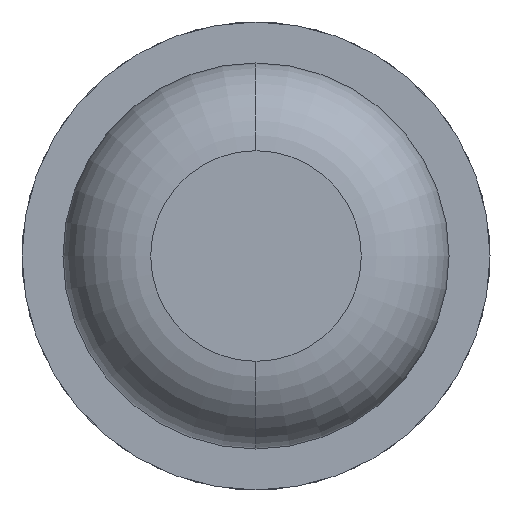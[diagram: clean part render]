
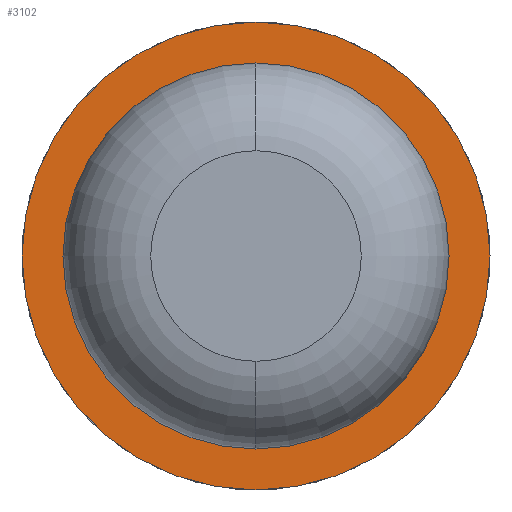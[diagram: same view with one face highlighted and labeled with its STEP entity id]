
A CAD part, front view. The second image highlights one B-rep face of the part: STEP entity #3102.
In plain terms, the highlighted planar face has unit normal (0, -1, 0).
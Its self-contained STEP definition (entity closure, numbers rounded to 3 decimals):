
#25 = DIRECTION ( 'NONE',  ( 0., 1., 0. ) ) ;
#82 = DIRECTION ( 'NONE',  ( -1., 0., 0. ) ) ;
#293 = VERTEX_POINT ( 'NONE', #3572 ) ;
#363 = DIRECTION ( 'NONE',  ( 0., 1., 0. ) ) ;
#634 = EDGE_CURVE ( 'Defeature ausgef�hrt1_2+Defeature ausgef�hrt1_4+Defeature ausgef�hrt1_4+Defeature ausgef�hrt1_4', #293, #1058, #3549, .T. ) ;
#1058 = VERTEX_POINT ( 'NONE', #3594 ) ;
#1066 = ORIENTED_EDGE ( 'NONE', *, *, #2239, .F. ) ;
#1071 = PLANE ( 'NONE',  #2016 ) ;
#1113 = ORIENTED_EDGE ( 'NONE', *, *, #2935, .F. ) ;
#1271 = CARTESIAN_POINT ( 'NONE',  ( 1., -3., 0. ) ) ;
#1315 = CIRCLE ( 'NONE', #1552, 1. ) ;
#1346 = CARTESIAN_POINT ( 'NONE',  ( 0.825, -3., 0. ) ) ;
#1552 = AXIS2_PLACEMENT_3D ( 'NONE', #1774, #25, #3789 ) ;
#1774 = CARTESIAN_POINT ( 'NONE',  ( 0., -3., 0. ) ) ;
#1833 = CARTESIAN_POINT ( 'NONE',  ( 0., -3., 0. ) ) ;
#2016 = AXIS2_PLACEMENT_3D ( 'NONE', #1346, #2248, #2260 ) ;
#2142 = EDGE_CURVE ( 'Defeature ausgef�hrt1_2+Defeature ausgef�hrt1_4+Defeature ausgef�hrt1_4+Defeature ausgef�hrt1_4', #1058, #293, #3116, .T. ) ;
#2144 = VERTEX_POINT ( 'NONE', #2501 ) ;
#2212 = DIRECTION ( 'NONE',  ( 0., 1., 0. ) ) ;
#2235 = AXIS2_PLACEMENT_3D ( 'NONE', #2891, #3181, #2633 ) ;
#2239 = EDGE_CURVE ( 'Defeature ausgef�hrt1_1+Defeature ausgef�hrt1_2+Defeature ausgef�hrt1_2+Defeature ausgef�hrt1_2', #2525, #2144, #3595, .T. ) ;
#2248 = DIRECTION ( 'NONE',  ( 0., 1., 0. ) ) ;
#2260 = DIRECTION ( 'NONE',  ( -1., 0., 0. ) ) ;
#2481 = DIRECTION ( 'NONE',  ( -1., 0., 0. ) ) ;
#2501 = CARTESIAN_POINT ( 'NONE',  ( -1., -3., 0. ) ) ;
#2504 = FACE_OUTER_BOUND ( 'NONE', #3573, .T. ) ;
#2525 = VERTEX_POINT ( 'NONE', #1271 ) ;
#2633 = DIRECTION ( 'NONE',  ( -1., 0., 0. ) ) ;
#2803 = AXIS2_PLACEMENT_3D ( 'NONE', #1833, #363, #82 ) ;
#2838 = AXIS2_PLACEMENT_3D ( 'NONE', #3093, #2212, #2481 ) ;
#2891 = CARTESIAN_POINT ( 'NONE',  ( 0., -3., 0. ) ) ;
#2935 = EDGE_CURVE ( 'Defeature ausgef�hrt1_1+Defeature ausgef�hrt1_2+Defeature ausgef�hrt1_2+Defeature ausgef�hrt1_2', #2144, #2525, #1315, .T. ) ;
#3093 = CARTESIAN_POINT ( 'NONE',  ( 0., -3., 0. ) ) ;
#3102 = ADVANCED_FACE ( 'Defeature ausgef�hrt1_2', ( #2504, #3768 ), #1071, .F. ) ;
#3116 = CIRCLE ( 'NONE', #2838, 0.825 ) ;
#3123 = ORIENTED_EDGE ( 'NONE', *, *, #634, .T. ) ;
#3181 = DIRECTION ( 'NONE',  ( 0., 1., 0. ) ) ;
#3549 = CIRCLE ( 'NONE', #2803, 0.825 ) ;
#3572 = CARTESIAN_POINT ( 'NONE',  ( 0., -3., 0.825 ) ) ;
#3573 = EDGE_LOOP ( 'NONE', ( #1113, #1066 ) ) ;
#3594 = CARTESIAN_POINT ( 'NONE',  ( 0., -3., -0.825 ) ) ;
#3595 = CIRCLE ( 'NONE', #2235, 1. ) ;
#3626 = ORIENTED_EDGE ( 'NONE', *, *, #2142, .T. ) ;
#3687 = EDGE_LOOP ( 'NONE', ( #3123, #3626 ) ) ;
#3768 = FACE_BOUND ( 'NONE', #3687, .T. ) ;
#3789 = DIRECTION ( 'NONE',  ( -1., 0., 0. ) ) ;
